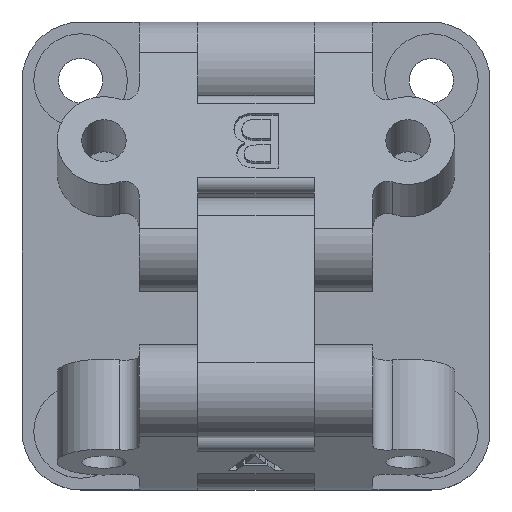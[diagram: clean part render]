
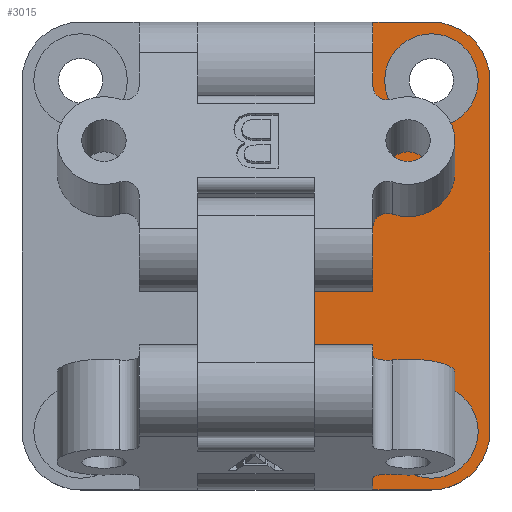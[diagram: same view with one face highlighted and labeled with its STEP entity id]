
A CAD part, top view. The second image highlights one B-rep face of the part: STEP entity #3015.
In plain terms, the highlighted planar face has unit normal (0, 0, 1).
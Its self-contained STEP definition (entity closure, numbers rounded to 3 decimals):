
#224=FACE_BOUND('',#566,.T.);
#225=FACE_BOUND('',#567,.T.);
#369=FACE_OUTER_BOUND('',#565,.T.);
#565=EDGE_LOOP('',(#2671,#2672,#2673,#2674,#2675,#2676));
#566=EDGE_LOOP('',(#2677));
#567=EDGE_LOOP('',(#2678));
#818=LINE('',#5376,#1062);
#819=LINE('',#5378,#1063);
#820=LINE('',#5382,#1064);
#821=LINE('',#5385,#1065);
#1062=VECTOR('',#4019,10.);
#1063=VECTOR('',#4020,10.);
#1064=VECTOR('',#4023,10.);
#1065=VECTOR('',#4026,10.);
#1204=CIRCLE('',#3312,5.);
#1205=CIRCLE('',#3313,5.);
#1206=CIRCLE('',#3314,4.);
#1207=CIRCLE('',#3315,4.);
#1482=VERTEX_POINT('',#5374);
#1483=VERTEX_POINT('',#5375);
#1484=VERTEX_POINT('',#5377);
#1485=VERTEX_POINT('',#5379);
#1486=VERTEX_POINT('',#5381);
#1487=VERTEX_POINT('',#5383);
#1488=VERTEX_POINT('',#5386);
#1489=VERTEX_POINT('',#5388);
#1889=EDGE_CURVE('',#1482,#1483,#818,.T.);
#1890=EDGE_CURVE('',#1483,#1484,#819,.T.);
#1891=EDGE_CURVE('',#1485,#1484,#1204,.T.);
#1892=EDGE_CURVE('',#1485,#1486,#820,.T.);
#1893=EDGE_CURVE('',#1487,#1486,#1205,.T.);
#1894=EDGE_CURVE('',#1487,#1482,#821,.T.);
#1895=EDGE_CURVE('',#1488,#1488,#1206,.T.);
#1896=EDGE_CURVE('',#1489,#1489,#1207,.T.);
#2671=ORIENTED_EDGE('',*,*,#1889,.T.);
#2672=ORIENTED_EDGE('',*,*,#1890,.T.);
#2673=ORIENTED_EDGE('',*,*,#1891,.F.);
#2674=ORIENTED_EDGE('',*,*,#1892,.T.);
#2675=ORIENTED_EDGE('',*,*,#1893,.F.);
#2676=ORIENTED_EDGE('',*,*,#1894,.T.);
#2677=ORIENTED_EDGE('',*,*,#1895,.T.);
#2678=ORIENTED_EDGE('',*,*,#1896,.T.);
#2871=PLANE('',#3311);
#3015=ADVANCED_FACE('',(#369,#224,#225),#2871,.T.);
#3311=AXIS2_PLACEMENT_3D('',#5373,#4017,#4018);
#3312=AXIS2_PLACEMENT_3D('',#5380,#4021,#4022);
#3313=AXIS2_PLACEMENT_3D('',#5384,#4024,#4025);
#3314=AXIS2_PLACEMENT_3D('',#5387,#4027,#4028);
#3315=AXIS2_PLACEMENT_3D('',#5389,#4029,#4030);
#4017=DIRECTION('center_axis',(0.,0.,1.));
#4018=DIRECTION('ref_axis',(1.,0.,0.));
#4019=DIRECTION('',(0.,-1.,0.));
#4020=DIRECTION('',(1.,0.,0.));
#4021=DIRECTION('center_axis',(0.,0.,-1.));
#4022=DIRECTION('ref_axis',(0.707,-0.707,0.));
#4023=DIRECTION('',(0.,1.,0.));
#4024=DIRECTION('center_axis',(0.,0.,-1.));
#4025=DIRECTION('ref_axis',(0.707,0.707,0.));
#4026=DIRECTION('',(-1.,0.,0.));
#4027=DIRECTION('center_axis',(0.,0.,-1.));
#4028=DIRECTION('ref_axis',(1.,0.,0.));
#4029=DIRECTION('center_axis',(0.,0.,-1.));
#4030=DIRECTION('ref_axis',(1.,0.,0.));
#5373=CARTESIAN_POINT('Origin',(0.,0.,
0.));
#5374=CARTESIAN_POINT('',(5.,20.,0.));
#5375=CARTESIAN_POINT('',(5.,-20.,0.));
#5376=CARTESIAN_POINT('',(5.,-8.,0.));
#5377=CARTESIAN_POINT('',(15.,-20.,0.));
#5378=CARTESIAN_POINT('',(-20.,-20.,0.));
#5379=CARTESIAN_POINT('',(20.,-15.,0.));
#5380=CARTESIAN_POINT('Origin',(15.,-15.,0.));
#5381=CARTESIAN_POINT('',(20.,15.,0.));
#5382=CARTESIAN_POINT('',(20.,-10.,0.));
#5383=CARTESIAN_POINT('',(15.,20.,0.));
#5384=CARTESIAN_POINT('Origin',(15.,15.,0.));
#5385=CARTESIAN_POINT('',(20.,20.,0.));
#5386=CARTESIAN_POINT('',(11.,-15.,0.));
#5387=CARTESIAN_POINT('Origin',(15.,-15.,0.));
#5388=CARTESIAN_POINT('',(11.,15.,0.));
#5389=CARTESIAN_POINT('Origin',(15.,15.,0.));
